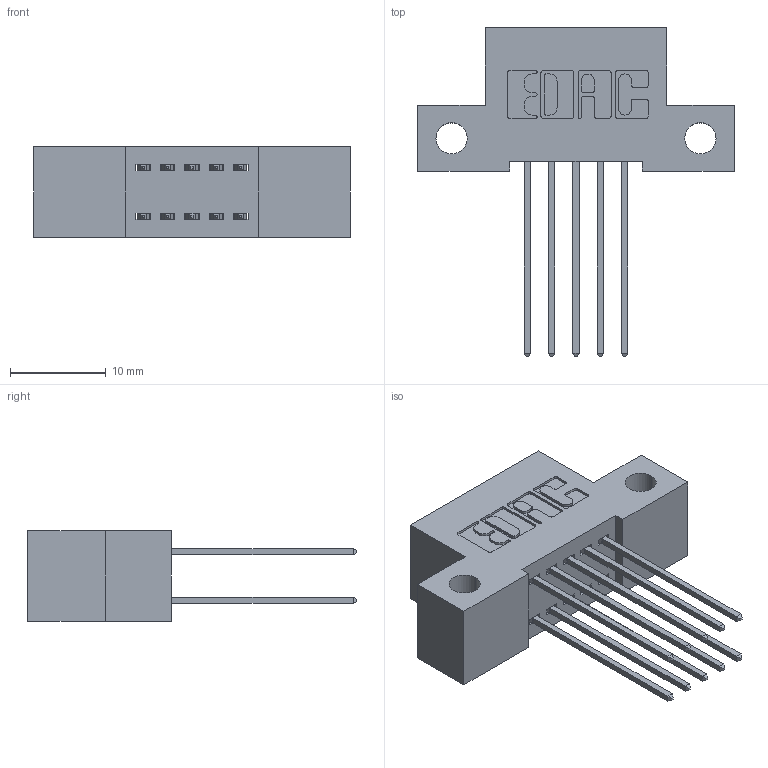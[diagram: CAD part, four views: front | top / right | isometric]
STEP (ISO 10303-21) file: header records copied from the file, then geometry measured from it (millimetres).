
FILE_DESCRIPTION (( 'STEP AP203' ), '1' );
FILE_NAME ('342-010-541-212.STEP', '2019-10-01T14:04:21', ( '' ), ( '' ), 'SwSTEP 2.0', 'SolidWorks 2016', '' );
FILE_SCHEMA (( 'CONFIG_CONTROL_DESIGN' ));
Length unit declared in the file: inch
Products named in the file (3): 345-292-001_345-293-141; 342-010-541-212; 342 Part_Side Mount
Assembly tree (11 placements, depth 2):
  342-010-541-212
    342 Part_Side Mount
    345-292-001_345-293-141  x10
Bounding box: 33.02 x 34.3 x 9.4 mm (x, y, z)
Volume: 2775.2 mm3; surface area: 3705.2 mm2
Topology: 11 solids, 11 shells, 630 faces, 1849 edges, 1218 vertices
Faces by surface type: plane 426, cylinder 204
Entity records: 7891 total; most frequent: CARTESIAN_POINT 1350, ORIENTED_EDGE 1286, DIRECTION 1219, EDGE_CURVE 643, LINE 515, VECTOR 515, VERTEX_POINT 426, AXIS2_PLACEMENT_3D 352
